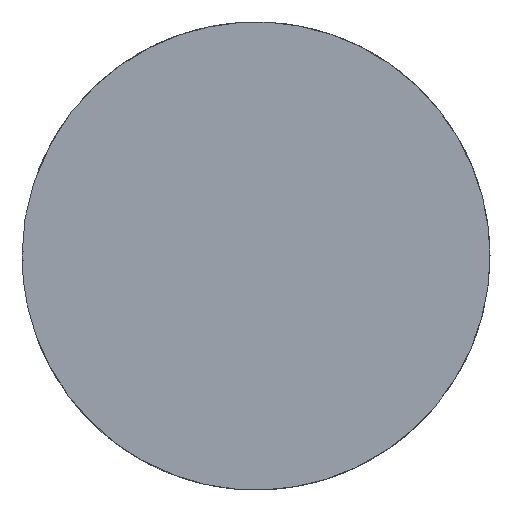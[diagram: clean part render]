
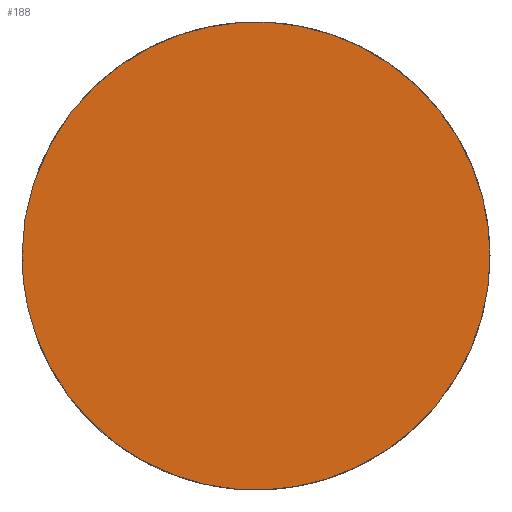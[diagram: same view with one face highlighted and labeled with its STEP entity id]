
A CAD part, left-side view. The second image highlights one B-rep face of the part: STEP entity #188.
In plain terms, the highlighted free-form (B-spline) face has degree [1, 1] with [2, 2] control points.
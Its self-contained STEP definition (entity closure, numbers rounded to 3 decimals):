
#117 = CARTESIAN_POINT ('', (-103.75, 8., 0.));
#118 = VERTEX_POINT ('', #117);
#126 = CARTESIAN_POINT ('', (-103.75, 8., 0.));
#127 = CARTESIAN_POINT ('', (-103.75, 8., 8.));
#128 = CARTESIAN_POINT ('', (-103.75, 0., 8.));
#129 = CARTESIAN_POINT ('', (-103.75, -8., 8.));
#130 = CARTESIAN_POINT ('', (-103.75, -8., 0.));
#131 = CARTESIAN_POINT ('', (-103.75, -8., -8.));
#132 = CARTESIAN_POINT ('', (-103.75, 0., -8.));
#133 = CARTESIAN_POINT ('', (-103.75, 8., -8.));
#134 = CARTESIAN_POINT ('', (-103.75, 8., 0.));
#135 = (
   BOUNDED_CURVE ()
   B_SPLINE_CURVE (2, (#126, #127, #128, #129, #130, #131, #132, #133, #134), .UNSPECIFIED., .T., .U.)
   B_SPLINE_CURVE_WITH_KNOTS ((3, 2, 2, 2, 3), (0., 0.25, 0.5, 0.75, 1.), .UNSPECIFIED.)
   CURVE ()
   GEOMETRIC_REPRESENTATION_ITEM ()
   RATIONAL_B_SPLINE_CURVE ((1., 0.707, 1., 0.707, 1., 0.707, 1., 0.707, 1.))
   REPRESENTATION_ITEM ('')
);
#136 = EDGE_CURVE ('', #118, #118, #135, .T.);
#180 = ORIENTED_EDGE ('', *, *, #136, .F.);
#181 = EDGE_LOOP ('', (#180));
#182 = FACE_OUTER_BOUND ('', #181, .T.);
#183 = CARTESIAN_POINT ('', (-103.75, -12.445, -12.445));
#184 = CARTESIAN_POINT ('', (-103.75, 12.445, -12.445));
#185 = CARTESIAN_POINT ('', (-103.75, -12.445, 12.445));
#186 = CARTESIAN_POINT ('', (-103.75, 12.445, 12.445));
#187 = B_SPLINE_SURFACE_WITH_KNOTS ('', 1, 1, ((#183, #184), (#185, #186)), .UNSPECIFIED., .F., .F., .U., (2, 2), (2, 2), (0., 1.), (0., 1.), .UNSPECIFIED.);
#188 = ADVANCED_FACE ('', (#182), #187, .T.);
